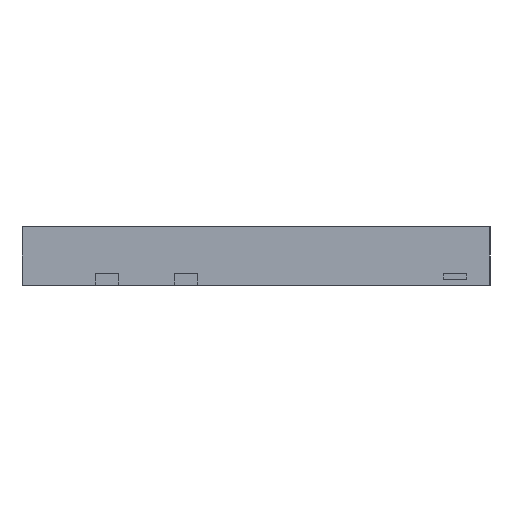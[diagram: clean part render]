
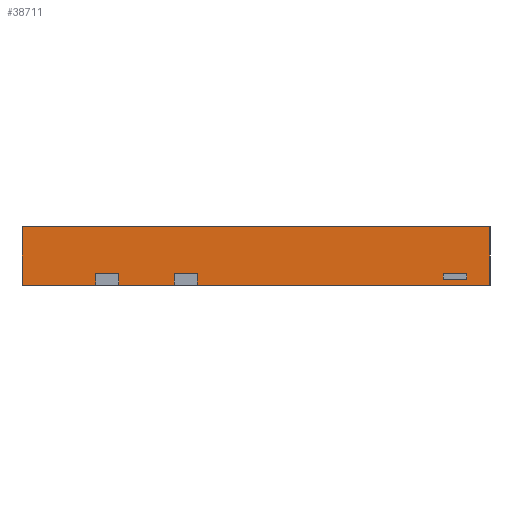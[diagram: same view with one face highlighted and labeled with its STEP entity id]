
A CAD part, left-side view. The second image highlights one B-rep face of the part: STEP entity #38711.
In plain terms, the highlighted planar face has unit normal (-1, 0, 0).
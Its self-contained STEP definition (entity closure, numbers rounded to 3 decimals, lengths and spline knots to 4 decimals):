
#237=FACE_BOUND('',#14595,.T.);
#2469=LINE('',#58752,#6997);
#2475=LINE('',#58764,#7003);
#2600=LINE('',#59211,#7128);
#2762=LINE('',#59623,#7290);
#2763=LINE('',#59625,#7291);
#2772=LINE('',#59640,#7300);
#2809=LINE('',#59772,#7337);
#2814=LINE('',#59782,#7342);
#2831=LINE('',#59817,#7359);
#2832=LINE('',#59819,#7360);
#3081=LINE('',#60625,#7609);
#3088=LINE('',#60636,#7616);
#3090=LINE('',#60640,#7618);
#3100=LINE('',#60656,#7628);
#3102=LINE('',#60664,#7630);
#3103=LINE('',#60665,#7631);
#6997=VECTOR('',#46895,10.);
#7003=VECTOR('',#46905,10.);
#7128=VECTOR('',#47240,10.);
#7290=VECTOR('',#47718,10.);
#7291=VECTOR('',#47719,10.);
#7300=VECTOR('',#47734,10.);
#7337=VECTOR('',#47833,10.);
#7342=VECTOR('',#47840,10.);
#7359=VECTOR('',#47873,10.);
#7360=VECTOR('',#47876,10.);
#7609=VECTOR('',#48535,10.);
#7616=VECTOR('',#48546,10.);
#7618=VECTOR('',#48552,10.);
#7628=VECTOR('',#48570,10.);
#7630=VECTOR('',#48582,10.);
#7631=VECTOR('',#48583,10.);
#10654=PLANE('',#41348);
#12569=FACE_OUTER_BOUND('',#14594,.T.);
#14594=EDGE_LOOP('',(#32149,#32150,#32151,#32152,#32153,#32154,#32155,#32156,
#32157,#32158,#32159,#32160));
#14595=EDGE_LOOP('',(#32161,#32162,#32163,#32164));
#17923=VERTEX_POINT('',#58749);
#17924=VERTEX_POINT('',#58751);
#17927=VERTEX_POINT('',#58761);
#17928=VERTEX_POINT('',#58763);
#18094=VERTEX_POINT('',#59208);
#18095=VERTEX_POINT('',#59210);
#18188=VERTEX_POINT('',#59624);
#18191=VERTEX_POINT('',#59639);
#18228=VERTEX_POINT('',#59769);
#18229=VERTEX_POINT('',#59771);
#18231=VERTEX_POINT('',#59776);
#18233=VERTEX_POINT('',#59780);
#18464=VERTEX_POINT('',#60622);
#18465=VERTEX_POINT('',#60624);
#18469=VERTEX_POINT('',#60654);
#18470=VERTEX_POINT('',#60663);
#22516=EDGE_CURVE('',#17924,#17923,#2469,.T.);
#22522=EDGE_CURVE('',#17928,#17927,#2475,.T.);
#22722=EDGE_CURVE('',#18095,#18094,#2600,.T.);
#22932=EDGE_CURVE('',#17923,#18095,#2762,.T.);
#22933=EDGE_CURVE('',#18188,#17928,#2763,.T.);
#22942=EDGE_CURVE('',#18191,#18188,#2772,.T.);
#22995=EDGE_CURVE('',#18229,#18228,#2809,.T.);
#23000=EDGE_CURVE('',#18231,#18233,#2814,.T.);
#23019=EDGE_CURVE('',#18233,#18229,#2831,.T.);
#23020=EDGE_CURVE('',#18228,#18231,#2832,.T.);
#23363=EDGE_CURVE('',#18464,#18465,#3081,.T.);
#23370=EDGE_CURVE('',#18464,#18191,#3088,.T.);
#23372=EDGE_CURVE('',#17927,#17924,#3090,.T.);
#23382=EDGE_CURVE('',#18094,#18469,#3100,.T.);
#23384=EDGE_CURVE('',#18469,#18470,#3102,.T.);
#23385=EDGE_CURVE('',#18465,#18470,#3103,.T.);
#32149=ORIENTED_EDGE('',*,*,#22942,.T.);
#32150=ORIENTED_EDGE('',*,*,#22933,.T.);
#32151=ORIENTED_EDGE('',*,*,#22522,.T.);
#32152=ORIENTED_EDGE('',*,*,#23372,.T.);
#32153=ORIENTED_EDGE('',*,*,#22516,.T.);
#32154=ORIENTED_EDGE('',*,*,#22932,.T.);
#32155=ORIENTED_EDGE('',*,*,#22722,.T.);
#32156=ORIENTED_EDGE('',*,*,#23382,.T.);
#32157=ORIENTED_EDGE('',*,*,#23384,.T.);
#32158=ORIENTED_EDGE('',*,*,#23385,.F.);
#32159=ORIENTED_EDGE('',*,*,#23363,.F.);
#32160=ORIENTED_EDGE('',*,*,#23370,.T.);
#32161=ORIENTED_EDGE('',*,*,#23000,.T.);
#32162=ORIENTED_EDGE('',*,*,#23019,.T.);
#32163=ORIENTED_EDGE('',*,*,#22995,.T.);
#32164=ORIENTED_EDGE('',*,*,#23020,.T.);
#38711=ADVANCED_FACE('',(#12569,#237),#10654,.T.);
#41348=AXIS2_PLACEMENT_3D('',#60662,#48580,#48581);
#46895=DIRECTION('',(0.,0.,1.));
#46905=DIRECTION('',(0.,0.,-1.));
#47240=DIRECTION('',(0.,0.,-1.));
#47718=DIRECTION('',(0.,-1.,0.));
#47719=DIRECTION('',(0.,-1.,0.));
#47734=DIRECTION('',(0.,0.,1.));
#47833=DIRECTION('',(0.,0.,-1.));
#47840=DIRECTION('',(0.,0.,1.));
#47873=DIRECTION('',(0.,-1.,0.));
#47876=DIRECTION('',(0.,1.,0.));
#48535=DIRECTION('',(0.,0.,1.));
#48546=DIRECTION('',(0.,-1.,0.));
#48552=DIRECTION('',(0.,-1.,0.));
#48570=DIRECTION('',(0.,-1.,0.));
#48580=DIRECTION('center_axis',(-1.,0.,0.));
#48581=DIRECTION('ref_axis',(0.,-1.,0.));
#48582=DIRECTION('',(0.,0.,1.));
#48583=DIRECTION('',(0.,-1.,0.));
#58749=CARTESIAN_POINT('',(-4.,1.4,0.2));
#58751=CARTESIAN_POINT('',(-4.,1.4,0.));
#58752=CARTESIAN_POINT('',(-4.,1.4,0.));
#58761=CARTESIAN_POINT('',(-4.,2.3429,0.));
#58763=CARTESIAN_POINT('',(-4.,2.3429,0.2));
#58764=CARTESIAN_POINT('',(-4.,2.3429,0.));
#59208=CARTESIAN_POINT('',(-4.,1.,0.));
#59210=CARTESIAN_POINT('',(-4.,1.,0.2));
#59211=CARTESIAN_POINT('',(-4.,1.,0.));
#59623=CARTESIAN_POINT('',(-4.,3.1479,0.2));
#59624=CARTESIAN_POINT('',(-4.,2.7429,0.2));
#59625=CARTESIAN_POINT('',(-4.,3.1479,0.2));
#59639=CARTESIAN_POINT('',(-4.,2.7429,0.));
#59640=CARTESIAN_POINT('',(-4.,2.7429,0.));
#59769=CARTESIAN_POINT('',(-4.,-3.6,0.1));
#59771=CARTESIAN_POINT('',(-4.,-3.6,0.2));
#59772=CARTESIAN_POINT('',(-4.,-3.6,0.05));
#59776=CARTESIAN_POINT('',(-4.,-3.2,0.1));
#59780=CARTESIAN_POINT('',(-4.,-3.2,0.2));
#59782=CARTESIAN_POINT('',(-4.,-3.2,0.05));
#59817=CARTESIAN_POINT('',(-4.,0.5241,0.2));
#59819=CARTESIAN_POINT('',(-4.,0.5241,0.1));
#60622=CARTESIAN_POINT('',(-4.,4.,0.));
#60624=CARTESIAN_POINT('',(-4.,4.,1.));
#60625=CARTESIAN_POINT('',(-4.,4.,0.));
#60636=CARTESIAN_POINT('',(-4.,4.,0.));
#60640=CARTESIAN_POINT('',(-4.,4.,0.));
#60654=CARTESIAN_POINT('',(-4.,-4.,0.));
#60656=CARTESIAN_POINT('',(-4.,4.,0.));
#60662=CARTESIAN_POINT('Origin',(-4.,4.,0.));
#60663=CARTESIAN_POINT('',(-4.,-4.,1.));
#60664=CARTESIAN_POINT('',(-4.,-4.,0.));
#60665=CARTESIAN_POINT('',(-4.,4.,1.));
